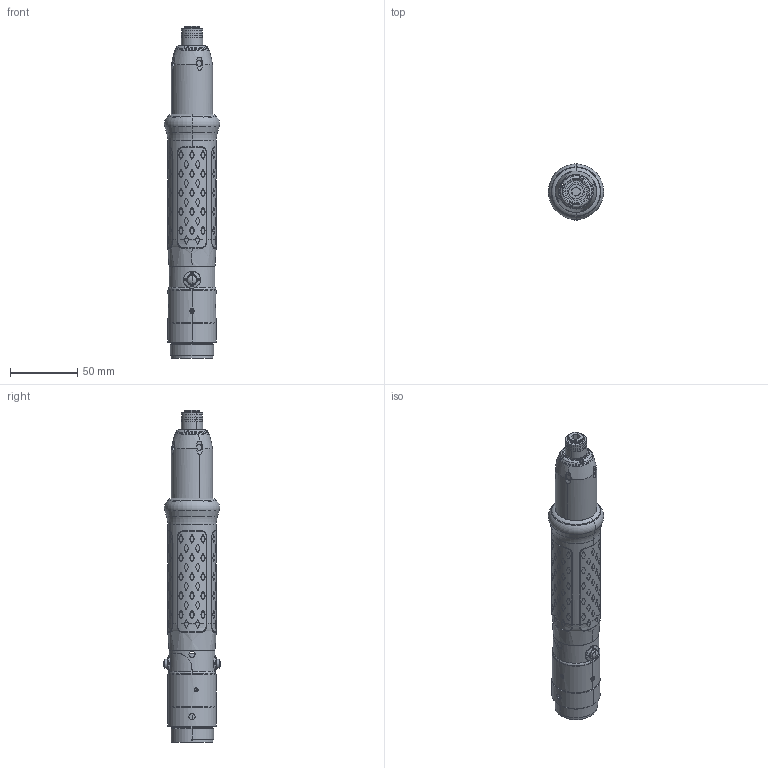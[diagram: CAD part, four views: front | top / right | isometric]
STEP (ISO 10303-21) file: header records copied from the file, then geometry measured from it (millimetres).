
FILE_DESCRIPTION((''),'2;1');
FILE_NAME('TMP115654_SW','2010-12-09T',('tooextcsr'),(''),'PRO/ENGINEER BY PARAMETRIC TECHNOLOGY CORPORATION, 2008310','PRO/ENGINEER BY PARAMETRIC TECHNOLOGY CORPORATION, 2008310','');
FILE_SCHEMA(('CONFIG_CONTROL_DESIGN', 'GEOMETRIC_VALIDATION_PROPERTIES_MIM'));
Length unit declared in the file: millimetre
Products named in the file (1): TMP115654_SW
Bounding box: 41 x 42 x 246 mm (x, y, z)
Surface area: 55837.8 mm2 (no closed solid volume)
Topology: 0 solids, 99 shells, 990 faces, 4918 edges, 3892 vertices
Faces by surface type: bspline 479, cylinder 236, plane 174, torus 49, cone 33, sphere 17, extrusion 2
Entity records: 95119 total; most frequent: CARTESIAN_POINT 54329, ORIENTED_EDGE 6762, EDGE_CURVE 4902, DIRECTION 4121, VERTEX_POINT 3892, B_SPLINE_CURVE_WITH_KNOTS 2581, VECTOR 1547, LINE 1545
